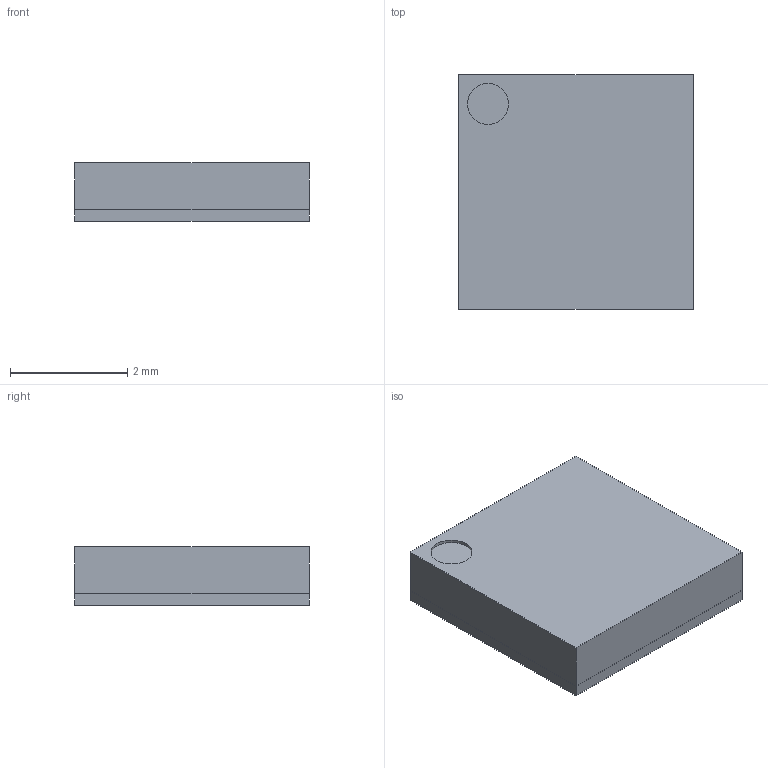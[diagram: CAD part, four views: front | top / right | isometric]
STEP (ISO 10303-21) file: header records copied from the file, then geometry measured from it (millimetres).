
FILE_DESCRIPTION(/* description */ (''),/* implementation_level */ '2;1');
FILE_NAME(/* name */ 'PEREGRINE_PE42543.stp',/* time_stamp */ '2016-05-04T09:04:24+02:00',/* author */ ('riccim'),/* organization */ ('SolidWorks'),/* preprocessor_version */ 'ST-DEVELOPER v15.5',/* originating_system */ 'AutoCAD Mechanical',/* authorisation */ ' ');
FILE_SCHEMA (('AUTOMOTIVE_DESIGN { 1 0 10303 214 3 1 1 }'));
Length unit declared in the file: millimetre
Products named in the file (1): Product
Bounding box: 4 x 4 x 1 mm (x, y, z)
Volume: 16 mm3; surface area: 104.2 mm2
Topology: 35 solids, 35 shells, 379 faces, 825 edges, 550 vertices
Faces by surface type: plane 378, cylinder 1
Full cylindrical faces by diameter (mm): 0.7 x1
Entity records: 10128 total; most frequent: CARTESIAN_POINT 1754, ORIENTED_EDGE 1648, DIRECTION 1586, EDGE_CURVE 824, LINE 822, VECTOR 822, VERTEX_POINT 550, EDGE_LOOP 414
